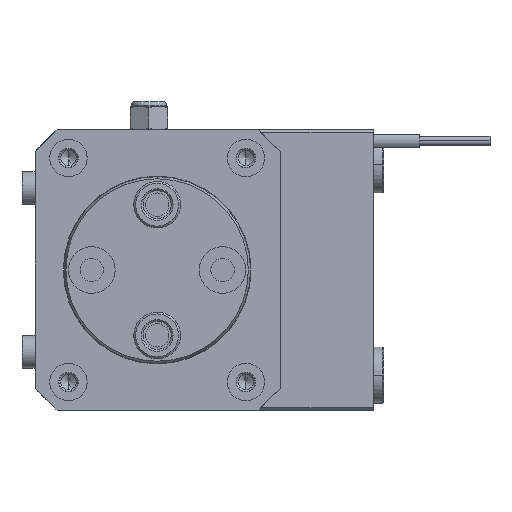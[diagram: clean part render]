
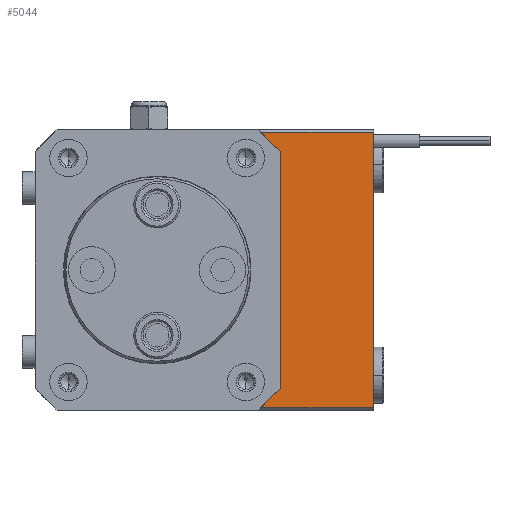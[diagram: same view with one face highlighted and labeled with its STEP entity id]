
A CAD part, left-side view. The second image highlights one B-rep face of the part: STEP entity #5044.
In plain terms, the highlighted planar face has unit normal (-1, 0, 0).
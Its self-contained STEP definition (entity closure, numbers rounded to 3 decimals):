
#507 = VECTOR ( 'NONE', #30359, 1000. ) ;
#2460 = LINE ( 'NONE', #33761, #12939 ) ;
#2490 = VECTOR ( 'NONE', #23887, 1000. ) ;
#2632 = CARTESIAN_POINT ( 'NONE',  ( -50., -16., 30.05 ) ) ;
#2669 = CARTESIAN_POINT ( 'NONE',  ( -50., -16., -25.35 ) ) ;
#3103 = CARTESIAN_POINT ( 'NONE',  ( -50., -11.3, 29.55 ) ) ;
#4030 = CARTESIAN_POINT ( 'NONE',  ( -50., -11.8, -29.55 ) ) ;
#4242 = VERTEX_POINT ( 'NONE', #2669 ) ;
#5044 = ADVANCED_FACE ( 'NONE', ( #6533 ), #21989, .F. ) ;
#5762 = CARTESIAN_POINT ( 'NONE',  ( -50., -16., 25.35 ) ) ;
#6533 = FACE_OUTER_BOUND ( 'NONE', #32566, .T. ) ;
#7269 = VERTEX_POINT ( 'NONE', #19591 ) ;
#8421 = CARTESIAN_POINT ( 'NONE',  ( -50., -36., 30.05 ) ) ;
#9098 = CARTESIAN_POINT ( 'NONE',  ( -50., -23.65, 17.7 ) ) ;
#10046 = VERTEX_POINT ( 'NONE', #5762 ) ;
#10634 = LINE ( 'NONE', #8421, #24898 ) ;
#10664 = EDGE_CURVE ( 'NONE', #4242, #26801, #2460, .T. ) ;
#11727 = DIRECTION ( 'NONE',  ( 0., 0., -1. ) ) ;
#11780 = VECTOR ( 'NONE', #21795, 1000. ) ;
#12157 = AXIS2_PLACEMENT_3D ( 'NONE', #25206, #22125, #16133 ) ;
#12610 = CARTESIAN_POINT ( 'NONE',  ( -50., -36., 29.55 ) ) ;
#12939 = VECTOR ( 'NONE', #21765, 1000. ) ;
#14197 = CARTESIAN_POINT ( 'NONE',  ( -50., -36., -29.55 ) ) ;
#14353 = ORIENTED_EDGE ( 'NONE', *, *, #36364, .T. ) ;
#14433 = ORIENTED_EDGE ( 'NONE', *, *, #14753, .T. ) ;
#14753 = EDGE_CURVE ( 'NONE', #30021, #37582, #22233, .T. ) ;
#14867 = ORIENTED_EDGE ( 'NONE', *, *, #24219, .T. ) ;
#16133 = DIRECTION ( 'NONE',  ( 0., 1., 0. ) ) ;
#18649 = LINE ( 'NONE', #2632, #2490 ) ;
#19591 = CARTESIAN_POINT ( 'NONE',  ( -50., -36., -29.55 ) ) ;
#19601 = ORIENTED_EDGE ( 'NONE', *, *, #23842, .F. ) ;
#21765 = DIRECTION ( 'NONE',  ( 0., 0.707, -0.707 ) ) ;
#21795 = DIRECTION ( 'NONE',  ( 0., 1., 0. ) ) ;
#21989 = PLANE ( 'NONE',  #12157 ) ;
#22125 = DIRECTION ( 'NONE',  ( 1., 0., 0. ) ) ;
#22233 = LINE ( 'NONE', #3103, #11780 ) ;
#23842 = EDGE_CURVE ( 'NONE', #30021, #7269, #10634, .T. ) ;
#23887 = DIRECTION ( 'NONE',  ( 0., 0., -1. ) ) ;
#24219 = EDGE_CURVE ( 'NONE', #26801, #7269, #38295, .T. ) ;
#24898 = VECTOR ( 'NONE', #11727, 1000. ) ;
#25206 = CARTESIAN_POINT ( 'NONE',  ( -50., -36., 30.05 ) ) ;
#26293 = VECTOR ( 'NONE', #38245, 1000. ) ;
#26801 = VERTEX_POINT ( 'NONE', #4030 ) ;
#26929 = ORIENTED_EDGE ( 'NONE', *, *, #38274, .T. ) ;
#30021 = VERTEX_POINT ( 'NONE', #12610 ) ;
#30359 = DIRECTION ( 'NONE',  ( 0., -0.707, -0.707 ) ) ;
#32566 = EDGE_LOOP ( 'NONE', ( #19601, #14433, #26929, #14353, #37129, #14867 ) ) ;
#33591 = CARTESIAN_POINT ( 'NONE',  ( -50., -11.8, 29.55 ) ) ;
#33761 = CARTESIAN_POINT ( 'NONE',  ( -50., -53.7, 12.35 ) ) ;
#34723 = LINE ( 'NONE', #9098, #507 ) ;
#36364 = EDGE_CURVE ( 'NONE', #10046, #4242, #18649, .T. ) ;
#37129 = ORIENTED_EDGE ( 'NONE', *, *, #10664, .T. ) ;
#37582 = VERTEX_POINT ( 'NONE', #33591 ) ;
#38245 = DIRECTION ( 'NONE',  ( 0., -1., 0. ) ) ;
#38274 = EDGE_CURVE ( 'NONE', #37582, #10046, #34723, .T. ) ;
#38295 = LINE ( 'NONE', #14197, #26293 ) ;
